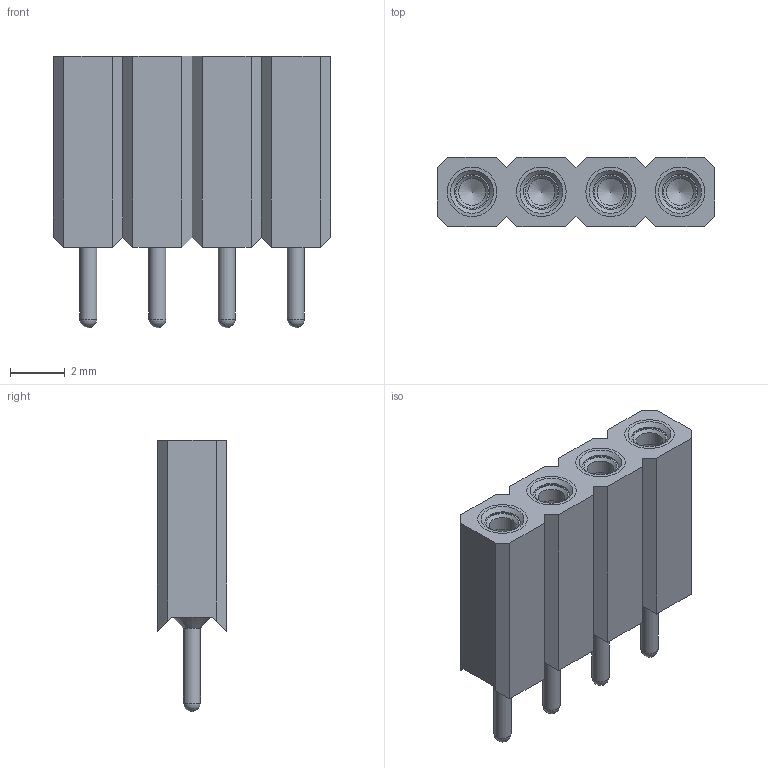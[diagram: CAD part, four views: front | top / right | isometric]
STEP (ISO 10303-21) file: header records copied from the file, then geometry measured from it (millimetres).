
FILE_DESCRIPTION(/* description */ (''),/* implementation_level */ '2;1');
FILE_NAME(/* name */ '153-004-1-xx-xx.stp',/* time_stamp */ '2015-05-13T11:49:24+02:00',/* author */ ('Andreas.Larin'),/* organization */ (''),/* preprocessor_version */ 'ST-DEVELOPER v15.6',/* originating_system */ 'Autodesk Inventor 2015',/* authorisation */ '');
FILE_SCHEMA (('AUTOMOTIVE_DESIGN { 1 0 10303 214 3 1 1 }'));
Length unit declared in the file: millimetre
Products named in the file (3): PRT0012; PRT0014; 153-002-1-xx-xx
Bounding box: 10.16 x 2.54 x 9.95 mm (x, y, z)
Volume: 136.7 mm3; surface area: 614.2 mm2
Topology: 5 solids, 5 shells, 114 faces, 252 edges, 152 vertices
Faces by surface type: plane 58, cylinder 28, cone 24, sphere 4
Full cylindrical faces by diameter (mm): 0.63 x4, 0.991 x4, 1.295 x8, 1.53 x4, 1.82 x8
Entity records: 1943 total; most frequent: DIRECTION 338, CARTESIAN_POINT 317, ORIENTED_EDGE 284, EDGE_CURVE 142, AXIS2_PLACEMENT_3D 119, LINE 100, VECTOR 100, EDGE_LOOP 98
